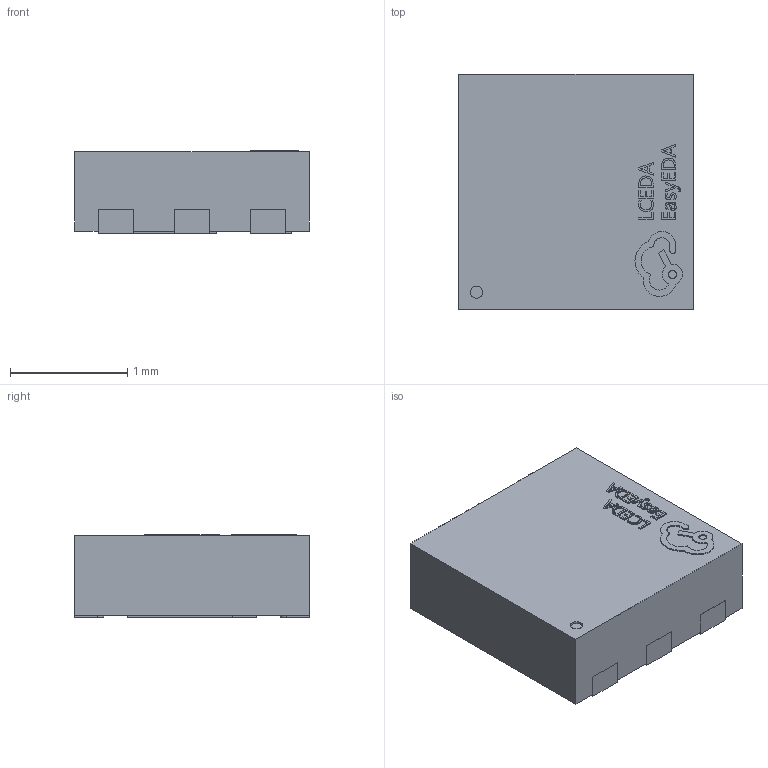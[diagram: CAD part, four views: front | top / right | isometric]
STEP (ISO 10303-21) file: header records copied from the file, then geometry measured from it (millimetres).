
FILE_DESCRIPTION (( 'STEP AP214' ), '1' );
FILE_NAME ('DFN-6_L2.0-W2.0-P0.65-BL-EP-1.step', '2022-06-30T13:19:20', ( '' ), ( '' ), 'SwSTEP 2.0', 'SolidWorks 2020', '' );
FILE_SCHEMA (( 'AUTOMOTIVE_DESIGN' ));
Length unit declared in the file: millimetre
Products named in the file (1): DFN-6_L2.0-W2.0-P0.65-BL-EP-1
Bounding box: 2 x 2 x 0.7 mm (x, y, z)
Volume: 2.7 mm3; surface area: 13.8 mm2
Topology: 1 solids, 1 shells, 351 faces, 960 edges, 640 vertices
Faces by surface type: plane 225, bspline 112, cylinder 14
Entity records: 15482 total; most frequent: CARTESIAN_POINT 4056, ORIENTED_EDGE 1920, DIRECTION 1240, EDGE_CURVE 960, VECTOR 704, LINE 704, VERTEX_POINT 640, EDGE_LOOP 380
